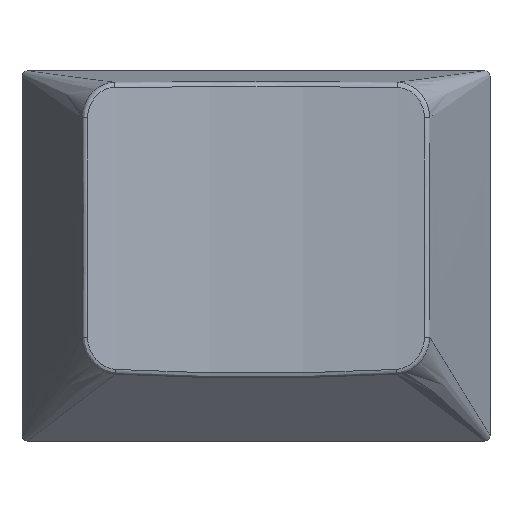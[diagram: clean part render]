
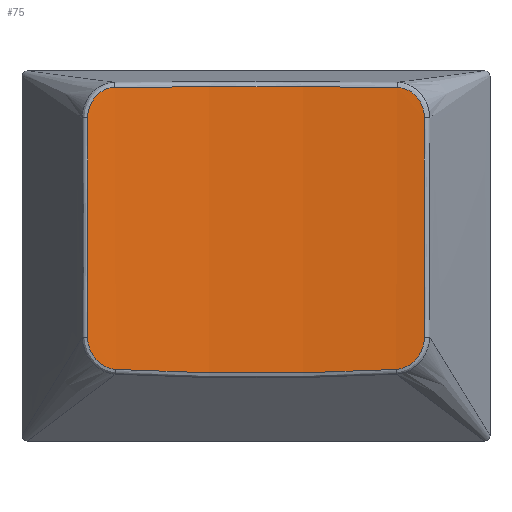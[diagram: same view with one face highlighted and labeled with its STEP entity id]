
A CAD part, top view. The second image highlights one B-rep face of the part: STEP entity #75.
In plain terms, the highlighted cylindrical face has radius 58.838 mm (diameter 117.676 mm), a partial arc.
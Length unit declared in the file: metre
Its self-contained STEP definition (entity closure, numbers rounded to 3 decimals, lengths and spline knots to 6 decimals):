
#75=ADVANCED_FACE('0:92',(#156),#157,.F.);
#156=FACE_OUTER_BOUND('',#2571,.T.);
#157=CYLINDRICAL_SURFACE('',#2572,0.058838);
#2571=EDGE_LOOP('',(#2845,#2846,#2847,#2848,#2849,#2850,#2851,#2852));
#2572=AXIS2_PLACEMENT_3D('',#2853,#2854,#2855);
#2845=ORIENTED_EDGE('',*,*,#3150,.F.);
#2846=ORIENTED_EDGE('',*,*,#3153,.F.);
#2847=ORIENTED_EDGE('',*,*,#3158,.F.);
#2848=ORIENTED_EDGE('',*,*,#3163,.F.);
#2849=ORIENTED_EDGE('',*,*,#3169,.F.);
#2850=ORIENTED_EDGE('',*,*,#3167,.F.);
#2851=ORIENTED_EDGE('',*,*,#3161,.F.);
#2852=ORIENTED_EDGE('',*,*,#3155,.F.);
#2853=CARTESIAN_POINT('',(0.048101,0.174178,0.065283));
#2854=DIRECTION('',(0.,-1.,0.022));
#2855=DIRECTION('',(-1.0,0.,0.));
#3150=EDGE_CURVE('0:380',#3355,#3351,#3357,.T.);
#3153=EDGE_CURVE('0:389',#3360,#3355,#3362,.T.);
#3155=EDGE_CURVE('0:395',#3351,#3363,#3365,.T.);
#3158=EDGE_CURVE('0:404',#3368,#3360,#3370,.T.);
#3161=EDGE_CURVE('0:413',#3363,#3371,#3375,.T.);
#3163=EDGE_CURVE('0:419',#3377,#3368,#3379,.T.);
#3167=EDGE_CURVE('0:431',#3371,#3381,#3385,.T.);
#3169=EDGE_CURVE('0:437',#3381,#3377,#3387,.T.);
#3351=VERTEX_POINT('',#5688);
#3355=VERTEX_POINT('',#5698);
#3357=B_SPLINE_CURVE_WITH_KNOTS('',3,(#5700,#5701,#5702,#5703,#5704,#5705,#5706),.UNSPECIFIED.,.F.,.F.,(4,1,1,1,4),(0.,0.654662,0.981994,1.636656,2.291318),.UNSPECIFIED.);
#3360=VERTEX_POINT('',#5709);
#3362=ELLIPSE('',#5711,0.046745,0.040432);
#3363=VERTEX_POINT('',#5712);
#3365=B_SPLINE_CURVE_WITH_KNOTS('',3,(#5714,#5715,#5716,#5717,#5718),.UNSPECIFIED.,.F.,.F.,(4,1,4),(0.,4.574157,10.673033),.UNSPECIFIED.);
#3368=VERTEX_POINT('',#5727);
#3370=B_SPLINE_CURVE_WITH_KNOTS('',3,(#5729,#5730,#5731,#5732,#5733,#5734,#5735),.UNSPECIFIED.,.F.,.F.,(4,1,1,1,4),(0.,0.654662,0.981994,1.636656,2.291318),.UNSPECIFIED.);
#3371=VERTEX_POINT('',#5736);
#3375=B_SPLINE_CURVE_WITH_KNOTS('',3,(#5745,#5746,#5747,#5748,#5749,#5750),.UNSPECIFIED.,.F.,.F.,(4,1,1,4),(0.,1.263845,1.895767,2.211728),.UNSPECIFIED.);
#3377=VERTEX_POINT('',#5752);
#3379=B_SPLINE_CURVE_WITH_KNOTS('',3,(#5754,#5755,#5756,#5757,#5758),.UNSPECIFIED.,.F.,.F.,(4,1,4),(-10.673033,-6.098876,0.),.UNSPECIFIED.);
#3381=VERTEX_POINT('',#5764);
#3385=ELLIPSE('',#5768,0.050696,0.043833);
#3387=B_SPLINE_CURVE_WITH_KNOTS('',3,(#5775,#5776,#5777,#5778,#5779,#5780),.UNSPECIFIED.,.F.,.F.,(4,1,1,4),(0.,0.631927,1.263855,2.211746),.UNSPECIFIED.);
#5688=CARTESIAN_POINT('',(0.039913,0.163491,0.007237));
#5698=CARTESIAN_POINT('',(0.041285,0.161928,0.007095));
#5700=CARTESIAN_POINT('',(0.041285,0.161928,0.007095));
#5701=CARTESIAN_POINT('',(0.041069,0.16194,0.00712));
#5702=CARTESIAN_POINT('',(0.040753,0.162046,0.007156));
#5703=CARTESIAN_POINT('',(0.040323,0.162381,0.007205));
#5704=CARTESIAN_POINT('',(0.040008,0.162838,0.007238));
#5705=CARTESIAN_POINT('',(0.039913,0.163273,0.007242));
#5706=CARTESIAN_POINT('',(0.039913,0.163491,0.007237));
#5709=CARTESIAN_POINT('',(0.054918,0.161928,0.007095));
#5711=AXIS2_PLACEMENT_3D('',#5995,#5996,#5997);
#5712=CARTESIAN_POINT('',(0.039909,0.174161,0.007005));
#5714=CARTESIAN_POINT('',(0.039913,0.163491,0.007237));
#5715=CARTESIAN_POINT('',(0.039913,0.165015,0.007204));
#5716=CARTESIAN_POINT('',(0.039911,0.168572,0.007126));
#5717=CARTESIAN_POINT('',(0.039909,0.172129,0.007049));
#5718=CARTESIAN_POINT('',(0.039909,0.174161,0.007005));
#5727=CARTESIAN_POINT('',(0.05629,0.163491,0.007237));
#5729=CARTESIAN_POINT('',(0.05629,0.163491,0.007237));
#5730=CARTESIAN_POINT('',(0.05629,0.163273,0.007242));
#5731=CARTESIAN_POINT('',(0.056218,0.162946,0.007239));
#5732=CARTESIAN_POINT('',(0.055953,0.162468,0.007213));
#5733=CARTESIAN_POINT('',(0.055555,0.162082,0.007168));
#5734=CARTESIAN_POINT('',(0.055134,0.16194,0.00712));
#5735=CARTESIAN_POINT('',(0.054918,0.161928,0.007095));
#5736=CARTESIAN_POINT('',(0.041229,0.175647,0.006802));
#5745=CARTESIAN_POINT('',(0.039909,0.174161,0.007005));
#5746=CARTESIAN_POINT('',(0.039909,0.174582,0.006995));
#5747=CARTESIAN_POINT('',(0.040169,0.175213,0.006944));
#5748=CARTESIAN_POINT('',(0.040813,0.175599,0.006853));
#5749=CARTESIAN_POINT('',(0.041125,0.175646,0.006814));
#5750=CARTESIAN_POINT('',(0.041229,0.175647,0.006802));
#5752=CARTESIAN_POINT('',(0.056294,0.174161,0.007005));
#5754=CARTESIAN_POINT('',(0.056294,0.174161,0.007005));
#5755=CARTESIAN_POINT('',(0.056294,0.172637,0.007038));
#5756=CARTESIAN_POINT('',(0.056292,0.16908,0.007115));
#5757=CARTESIAN_POINT('',(0.05629,0.165523,0.007193));
#5758=CARTESIAN_POINT('',(0.05629,0.163491,0.007237));
#5764=CARTESIAN_POINT('',(0.054973,0.175647,0.006802));
#5768=AXIS2_PLACEMENT_3D('',#6016,#6017,#6018);
#5775=CARTESIAN_POINT('',(0.054973,0.175647,0.006802));
#5776=CARTESIAN_POINT('',(0.055182,0.175645,0.006826));
#5777=CARTESIAN_POINT('',(0.055593,0.175521,0.00688));
#5778=CARTESIAN_POINT('',(0.056132,0.175002,0.006963));
#5779=CARTESIAN_POINT('',(0.056294,0.174477,0.006998));
#5780=CARTESIAN_POINT('',(0.056294,0.174161,0.007005));
#5995=CARTESIAN_POINT('',(0.048101,0.178873,0.043328));
#5996=DIRECTION('',(0.,0.906,-0.424));
#5997=DIRECTION('',(1.,0.,0.));
#6016=CARTESIAN_POINT('',(0.048101,0.171895,0.050068));
#6017=DIRECTION('',(0.,-0.996,-0.086));
#6018=DIRECTION('',(1.,0.,0.));
